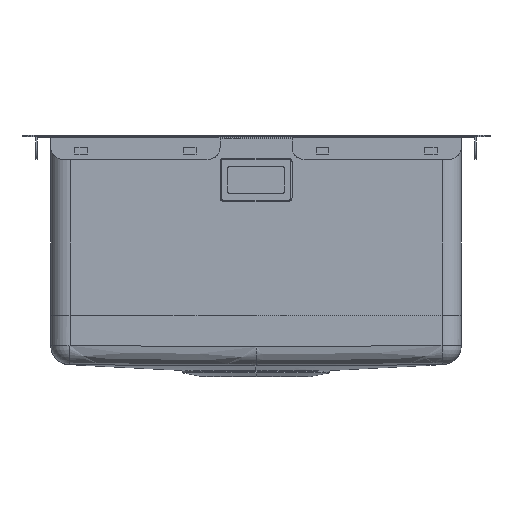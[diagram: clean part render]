
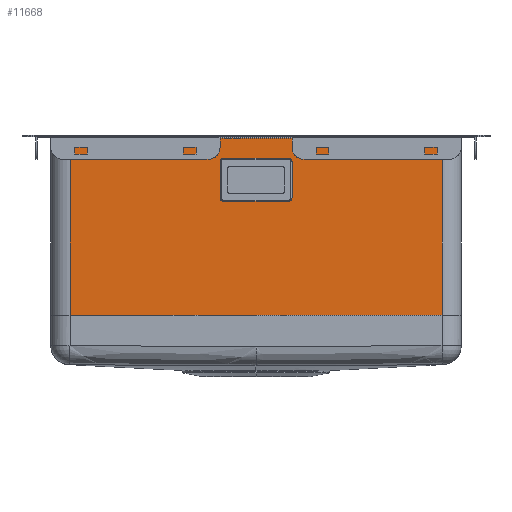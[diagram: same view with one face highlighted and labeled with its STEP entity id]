
A CAD part, left-side view. The second image highlights one B-rep face of the part: STEP entity #11668.
In plain terms, the highlighted planar face has unit normal (-1, 0, 0).
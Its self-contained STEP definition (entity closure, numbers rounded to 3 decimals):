
#6844=CARTESIAN_POINT('Vertex',(-201.,-155.,-150.)) ;
#10581=CARTESIAN_POINT('Vertex',(-201.,-155.,-2.5)) ;
#10622=CARTESIAN_POINT('Vertex',(-201.,155.,-2.5)) ;
#10834=CARTESIAN_POINT('Vertex',(-201.,155.,-150.)) ;
#11446=CARTESIAN_POINT('Line Origine',(-201.,0.,-2.5)) ;
#11463=CARTESIAN_POINT('Line Origine',(-201.,-155.,-76.25)) ;
#11480=CARTESIAN_POINT('Line Origine',(-201.,155.,-76.25)) ;
#11497=CARTESIAN_POINT('Line Origine',(-201.,0.,-150.)) ;
#11579=CARTESIAN_POINT('Axis2P3D Location',(-201.,-155.,-2.5)) ;
#11591=CARTESIAN_POINT('Control Point',(-201.,27.,-19.)) ;
#11592=CARTESIAN_POINT('Control Point',(-201.,27.942,-19.)) ;
#11593=CARTESIAN_POINT('Control Point',(-201.,28.886,-19.369)) ;
#11594=CARTESIAN_POINT('Control Point',(-201.,29.631,-20.114)) ;
#11595=CARTESIAN_POINT('Control Point',(-201.,30.,-21.058)) ;
#11596=CARTESIAN_POINT('Control Point',(-201.,30.,-22.)) ;
#11597=CARTESIAN_POINT('Vertex',(-201.,27.,-19.)) ;
#11599=CARTESIAN_POINT('Vertex',(-201.,30.,-22.)) ;
#11602=CARTESIAN_POINT('Line Origine',(-201.,0.,-19.)) ;
#11606=CARTESIAN_POINT('Vertex',(-201.,-27.,-19.)) ;
#11610=CARTESIAN_POINT('Control Point',(-201.,-30.,-22.)) ;
#11611=CARTESIAN_POINT('Control Point',(-201.,-30.,-21.058)) ;
#11612=CARTESIAN_POINT('Control Point',(-201.,-29.631,-20.114)) ;
#11613=CARTESIAN_POINT('Control Point',(-201.,-28.886,-19.369)) ;
#11614=CARTESIAN_POINT('Control Point',(-201.,-27.942,-19.)) ;
#11615=CARTESIAN_POINT('Control Point',(-201.,-27.,-19.)) ;
#11616=CARTESIAN_POINT('Vertex',(-201.,-30.,-22.)) ;
#11619=CARTESIAN_POINT('Line Origine',(-201.,-30.,-76.25)) ;
#11623=CARTESIAN_POINT('Vertex',(-201.,-30.,-52.)) ;
#11627=CARTESIAN_POINT('Control Point',(-201.,-27.,-55.)) ;
#11628=CARTESIAN_POINT('Control Point',(-201.,-27.942,-55.)) ;
#11629=CARTESIAN_POINT('Control Point',(-201.,-28.886,-54.631)) ;
#11630=CARTESIAN_POINT('Control Point',(-201.,-29.631,-53.886)) ;
#11631=CARTESIAN_POINT('Control Point',(-201.,-30.,-52.942)) ;
#11632=CARTESIAN_POINT('Control Point',(-201.,-30.,-52.)) ;
#11633=CARTESIAN_POINT('Vertex',(-201.,-27.,-55.)) ;
#11636=CARTESIAN_POINT('Line Origine',(-201.,0.,-55.)) ;
#11640=CARTESIAN_POINT('Vertex',(-201.,27.,-55.)) ;
#11644=CARTESIAN_POINT('Control Point',(-201.,30.,-52.)) ;
#11645=CARTESIAN_POINT('Control Point',(-201.,30.,-52.942)) ;
#11646=CARTESIAN_POINT('Control Point',(-201.,29.631,-53.886)) ;
#11647=CARTESIAN_POINT('Control Point',(-201.,28.886,-54.631)) ;
#11648=CARTESIAN_POINT('Control Point',(-201.,27.942,-55.)) ;
#11649=CARTESIAN_POINT('Control Point',(-201.,27.,-55.)) ;
#11650=CARTESIAN_POINT('Vertex',(-201.,30.,-52.)) ;
#11653=CARTESIAN_POINT('Line Origine',(-201.,30.,-76.25)) ;
#11447=DIRECTION('Vector Direction',(0.,1.,0.)) ;
#11464=DIRECTION('Vector Direction',(0.,0.,1.)) ;
#11481=DIRECTION('Vector Direction',(0.,0.,1.)) ;
#11498=DIRECTION('Vector Direction',(0.,1.,0.)) ;
#11580=DIRECTION('Axis2P3D Direction',(-1.,0.,0.)) ;
#11581=DIRECTION('Axis2P3D XDirection',(0.,1.,0.)) ;
#11603=DIRECTION('Vector Direction',(0.,1.,0.)) ;
#11620=DIRECTION('Vector Direction',(0.,0.,-1.)) ;
#11637=DIRECTION('Vector Direction',(0.,1.,0.)) ;
#11654=DIRECTION('Vector Direction',(0.,0.,-1.)) ;
#11582=AXIS2_PLACEMENT_3D('Plane Axis2P3D',#11579,#11580,#11581) ;
#11585=ORIENTED_EDGE('',*,*,#11450,.T.) ;
#11586=ORIENTED_EDGE('',*,*,#11484,.F.) ;
#11587=ORIENTED_EDGE('',*,*,#11501,.F.) ;
#11588=ORIENTED_EDGE('',*,*,#11467,.T.) ;
#11659=ORIENTED_EDGE('',*,*,#11601,.F.) ;
#11660=ORIENTED_EDGE('',*,*,#11608,.T.) ;
#11661=ORIENTED_EDGE('',*,*,#11618,.F.) ;
#11662=ORIENTED_EDGE('',*,*,#11625,.T.) ;
#11663=ORIENTED_EDGE('',*,*,#11635,.F.) ;
#11664=ORIENTED_EDGE('',*,*,#11642,.T.) ;
#11665=ORIENTED_EDGE('',*,*,#11652,.F.) ;
#11666=ORIENTED_EDGE('',*,*,#11657,.T.) ;
#11667=FACE_BOUND('',#11658,.T.) ;
#11448=VECTOR('Line Direction',#11447,1.) ;
#11465=VECTOR('Line Direction',#11464,1.) ;
#11482=VECTOR('Line Direction',#11481,1.) ;
#11499=VECTOR('Line Direction',#11498,1.) ;
#11604=VECTOR('Line Direction',#11603,1.) ;
#11621=VECTOR('Line Direction',#11620,1.) ;
#11638=VECTOR('Line Direction',#11637,1.) ;
#11655=VECTOR('Line Direction',#11654,1.) ;
#11668=ADVANCED_FACE('Body.7',(#11589,#11667),#11583,.T.) ;
#11590=B_SPLINE_CURVE_WITH_KNOTS('',5,(#11591,#11592,#11593,#11594,#11595,#11596),.UNSPECIFIED.,.F.,.U.,(6,6),(14.137,18.85),.UNSPECIFIED.) ;
#11609=B_SPLINE_CURVE_WITH_KNOTS('',5,(#11610,#11611,#11612,#11613,#11614,#11615),.UNSPECIFIED.,.F.,.U.,(6,6),(9.425,14.137),.UNSPECIFIED.) ;
#11626=B_SPLINE_CURVE_WITH_KNOTS('',5,(#11627,#11628,#11629,#11630,#11631,#11632),.UNSPECIFIED.,.F.,.U.,(6,6),(4.712,9.425),.UNSPECIFIED.) ;
#11643=B_SPLINE_CURVE_WITH_KNOTS('',5,(#11644,#11645,#11646,#11647,#11648,#11649),.UNSPECIFIED.,.F.,.U.,(6,6),(0.,4.712),.UNSPECIFIED.) ;
#11450=EDGE_CURVE('',#10582,#10623,#11449,.T.) ;
#11467=EDGE_CURVE('',#6845,#10582,#11466,.T.) ;
#11484=EDGE_CURVE('',#10835,#10623,#11483,.T.) ;
#11501=EDGE_CURVE('',#6845,#10835,#11500,.T.) ;
#11601=EDGE_CURVE('',#11598,#11600,#11590,.T.) ;
#11608=EDGE_CURVE('',#11598,#11607,#11605,.F.) ;
#11618=EDGE_CURVE('',#11617,#11607,#11609,.T.) ;
#11625=EDGE_CURVE('',#11617,#11624,#11622,.T.) ;
#11635=EDGE_CURVE('',#11634,#11624,#11626,.T.) ;
#11642=EDGE_CURVE('',#11634,#11641,#11639,.T.) ;
#11652=EDGE_CURVE('',#11651,#11641,#11643,.T.) ;
#11657=EDGE_CURVE('',#11651,#11600,#11656,.F.) ;
#11584=EDGE_LOOP('',(#11585,#11586,#11587,#11588)) ;
#11658=EDGE_LOOP('',(#11659,#11660,#11661,#11662,#11663,#11664,#11665,#11666)) ;
#11589=FACE_OUTER_BOUND('',#11584,.T.) ;
#11449=LINE('Line',#11446,#11448) ;
#11466=LINE('Line',#11463,#11465) ;
#11483=LINE('Line',#11480,#11482) ;
#11500=LINE('Line',#11497,#11499) ;
#11605=LINE('Line',#11602,#11604) ;
#11622=LINE('Line',#11619,#11621) ;
#11639=LINE('Line',#11636,#11638) ;
#11656=LINE('Line',#11653,#11655) ;
#11583=PLANE('',#11582) ;
#6845=VERTEX_POINT('',#6844) ;
#10582=VERTEX_POINT('',#10581) ;
#10623=VERTEX_POINT('',#10622) ;
#10835=VERTEX_POINT('',#10834) ;
#11598=VERTEX_POINT('',#11597) ;
#11600=VERTEX_POINT('',#11599) ;
#11607=VERTEX_POINT('',#11606) ;
#11617=VERTEX_POINT('',#11616) ;
#11624=VERTEX_POINT('',#11623) ;
#11634=VERTEX_POINT('',#11633) ;
#11641=VERTEX_POINT('',#11640) ;
#11651=VERTEX_POINT('',#11650) ;
